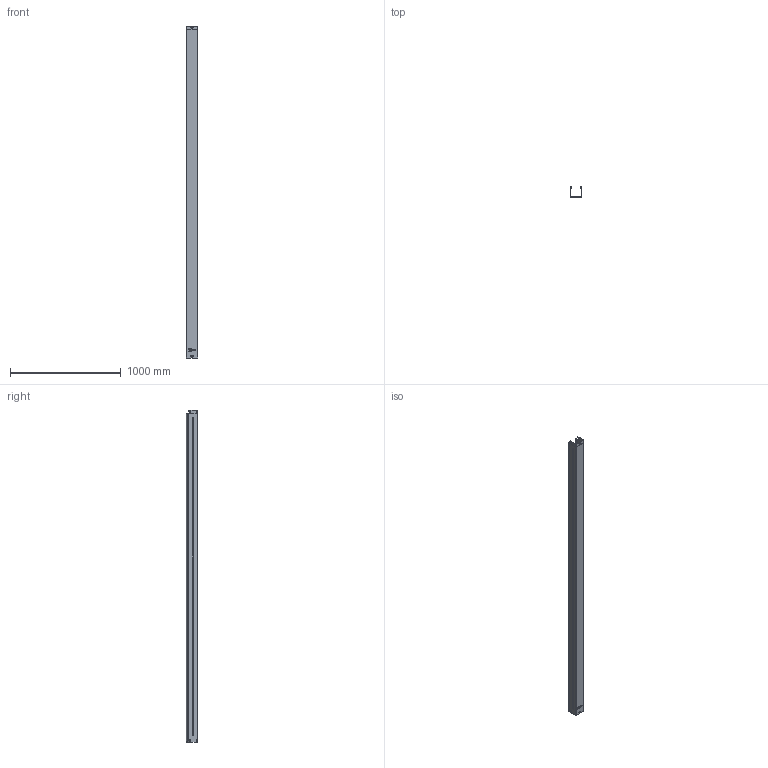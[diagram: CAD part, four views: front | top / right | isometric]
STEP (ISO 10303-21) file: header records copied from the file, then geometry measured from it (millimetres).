
FILE_DESCRIPTION (( 'STEP AP203' ), '1' );
FILE_NAME ('Cable tray 100õ100õ3000.STEP', '2019-04-24T06:20:14', ( '' ), ( '' ), 'SwSTEP 2.0', 'SolidWorks 2017', '' );
FILE_SCHEMA (( 'CONFIG_CONTROL_DESIGN' ));
Length unit declared in the file: millimetre
Products named in the file (1): Cable tray 100õ100õ3000
Bounding box: 103.17 x 101.48 x 3000 mm (x, y, z)
Volume: 685289.8 mm3; surface area: 1962832.4 mm2
Topology: 1 solids, 1 shells, 462 faces, 1146 edges, 694 vertices
Faces by surface type: plane 182, cylinder 153, bspline 85, torus 42
Entity records: 19627 total; most frequent: CARTESIAN_POINT 9239, ORIENTED_EDGE 2260, DIRECTION 1945, EDGE_CURVE 1130, VERTEX_POINT 694, AXIS2_PLACEMENT_3D 663, VECTOR 619, LINE 619
